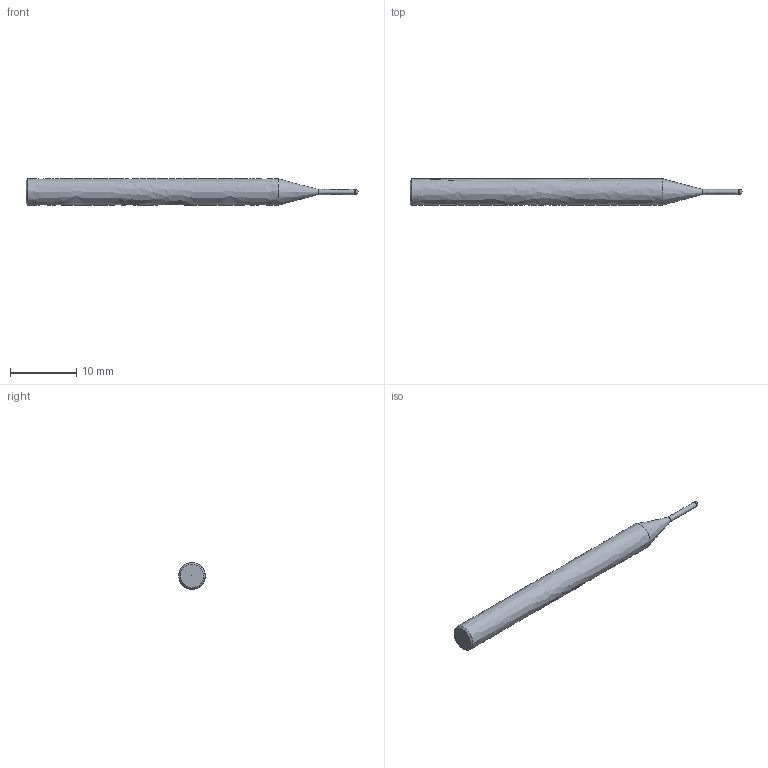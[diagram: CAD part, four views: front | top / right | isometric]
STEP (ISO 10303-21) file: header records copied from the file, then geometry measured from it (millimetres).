
FILE_DESCRIPTION ((), '1');
FILE_NAME ('156 0080N6A.STP', '2021-01-07T12:19:39', ('Unknown'), ('mafordeurope'), 'OneCNC-XR7 Mill 3D Expert', 'OneCNC-XR7 Mill 3D Expert', '');
FILE_SCHEMA (('CONFIG_CONTROL_DESIGN'));
Length unit declared in the file: millimetre
Bounding box: 50 x 4 x 4 mm (x, y, z)
Volume: 510.6 mm3; surface area: 549.2 mm2
Topology: 1 solids, 1 shells, 8 faces, 17 edges, 9 vertices
Faces by surface type: bspline 8
Entity records: 470 total; most frequent: CARTESIAN_POINT 289, ORIENTED_EDGE 30, EDGE_CURVE 15, VERTEX_POINT 9, B_SPLINE_CURVE_WITH_KNOTS 8, EDGE_LOOP 8, FACE_OUTER_BOUND 8, ADVANCED_FACE 8
